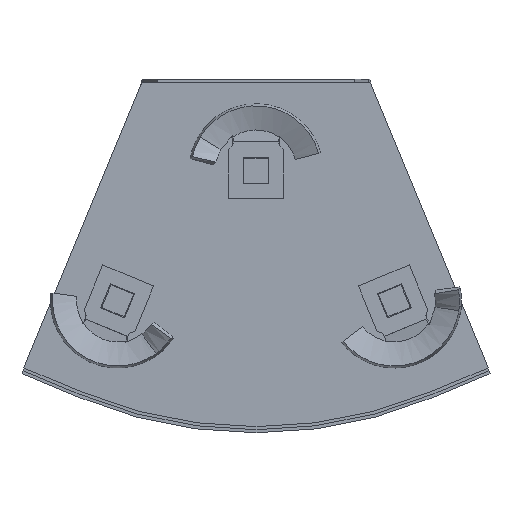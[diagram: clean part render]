
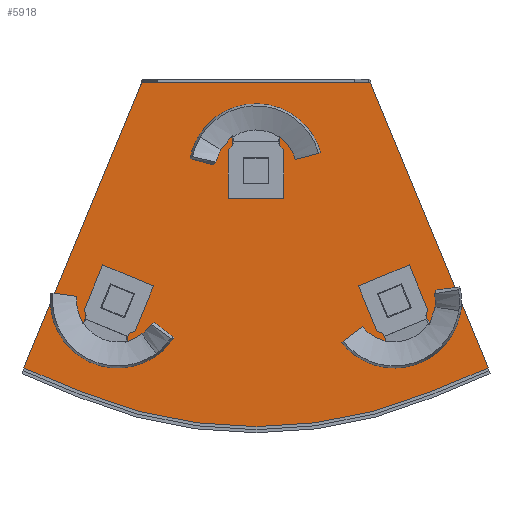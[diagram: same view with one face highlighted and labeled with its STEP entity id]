
A CAD part, front view. The second image highlights one B-rep face of the part: STEP entity #5918.
In plain terms, the highlighted planar face has unit normal (0, -1, 0).
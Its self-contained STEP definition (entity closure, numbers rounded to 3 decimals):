
#72 = CARTESIAN_POINT ( 'NONE',  ( 0., -1., -33.05 ) ) ;
#168 = EDGE_CURVE ( 'NONE', #4287, #4221, #1347, .T. ) ;
#183 = FACE_BOUND ( 'NONE', #2903, .T. ) ;
#268 = ORIENTED_EDGE ( 'NONE', *, *, #1467, .F. ) ;
#284 = CARTESIAN_POINT ( 'NONE',  ( 37.333, -1., -12.482 ) ) ;
#321 = FACE_BOUND ( 'NONE', #2972, .T. ) ;
#357 = EDGE_CURVE ( 'NONE', #5915, #2238, #2693, .T. ) ;
#375 = CARTESIAN_POINT ( 'NONE',  ( -37.56, -1., -12.986 ) ) ;
#397 = CARTESIAN_POINT ( 'NONE',  ( -37.399, -1., -12.655 ) ) ;
#483 = CARTESIAN_POINT ( 'NONE',  ( 75.956, -1., -105.722 ) ) ;
#492 = CARTESIAN_POINT ( 'NONE',  ( 75.956, -1., -105.722 ) ) ;
#575 = DIRECTION ( 'NONE',  ( 0.382, 0., -0.924 ) ) ;
#673 = EDGE_CURVE ( 'NONE', #937, #4834, #3421, .T. ) ;
#680 = CARTESIAN_POINT ( 'NONE',  ( 37.75, -1., -13.304 ) ) ;
#773 = CARTESIAN_POINT ( 'NONE',  ( 37.279, -1., -12.304 ) ) ;
#775 = ORIENTED_EDGE ( 'NONE', *, *, #2694, .T. ) ;
#908 = CARTESIAN_POINT ( 'NONE',  ( 0., -1., -12.304 ) ) ;
#914 = ORIENTED_EDGE ( 'NONE', *, *, #2388, .T. ) ;
#937 = VERTEX_POINT ( 'NONE', #3666 ) ;
#962 = AXIS2_PLACEMENT_3D ( 'NONE', #1180, #4482, #2997 ) ;
#984 = CARTESIAN_POINT ( 'NONE',  ( -37.75, -1., -13.304 ) ) ;
#990 = CIRCLE ( 'NONE', #3420, 8.25 ) ;
#1046 = DIRECTION ( 'NONE',  ( 0., 0., 1. ) ) ;
#1079 = CARTESIAN_POINT ( 'NONE',  ( -45.248, -1., -83.79 ) ) ;
#1137 = DIRECTION ( 'NONE',  ( 0., 1., 0. ) ) ;
#1165 = DIRECTION ( 'NONE',  ( 0., 1., 0. ) ) ;
#1180 = CARTESIAN_POINT ( 'NONE',  ( 0., -1., -41.3 ) ) ;
#1252 = CARTESIAN_POINT ( 'NONE',  ( 0., -1., 23.567 ) ) ;
#1295 = CARTESIAN_POINT ( 'NONE',  ( -37.333, -1., -12.482 ) ) ;
#1347 = CIRCLE ( 'NONE', #3412, 8.25 ) ;
#1467 = EDGE_CURVE ( 'NONE', #1829, #2664, #3639, .T. ) ;
#1631 = DIRECTION ( 'NONE',  ( 0., 1., 0. ) ) ;
#1655 = CARTESIAN_POINT ( 'NONE',  ( -45.248, -1., -92.04 ) ) ;
#1695 = ORIENTED_EDGE ( 'NONE', *, *, #2265, .T. ) ;
#1720 = CARTESIAN_POINT ( 'NONE',  ( 37.279, -1., -12.304 ) ) ;
#1729 = VECTOR ( 'NONE', #1803, 1000. ) ;
#1803 = DIRECTION ( 'NONE',  ( -0.924, 0., 0.382 ) ) ;
#1829 = VERTEX_POINT ( 'NONE', #2317 ) ;
#1832 = B_SPLINE_CURVE_WITH_KNOTS ( 'NONE', 3,
 ( #5528, #1295, #397, #375, #5010, #6014 ),
 .UNSPECIFIED., .F., .F.,
 ( 4, 2, 4 ),
 ( 0., 0.001, 0.001 ),
 .UNSPECIFIED. ) ;
#1860 = CARTESIAN_POINT ( 'NONE',  ( 0., -1., -49.55 ) ) ;
#1874 = EDGE_CURVE ( 'NONE', #3184, #5915, #4952, .T. ) ;
#1885 = ORIENTED_EDGE ( 'NONE', *, *, #1874, .F. ) ;
#1983 = CARTESIAN_POINT ( 'NONE',  ( 45.248, -1., -83.79 ) ) ;
#2054 = CARTESIAN_POINT ( 'NONE',  ( -45.248, -1., -75.54 ) ) ;
#2093 = CARTESIAN_POINT ( 'NONE',  ( -56.734, -1., -113.668 ) ) ;
#2162 = VECTOR ( 'NONE', #4646, 1000. ) ;
#2177 = ORIENTED_EDGE ( 'NONE', *, *, #168, .T. ) ;
#2238 = VERTEX_POINT ( 'NONE', #2093 ) ;
#2265 = EDGE_CURVE ( 'NONE', #4221, #4287, #5903, .T. ) ;
#2268 = CARTESIAN_POINT ( 'NONE',  ( -37.279, -1., -12.304 ) ) ;
#2302 = DIRECTION ( 'NONE',  ( 1., 0., 0. ) ) ;
#2317 = CARTESIAN_POINT ( 'NONE',  ( -75.956, -1., -105.722 ) ) ;
#2337 = CARTESIAN_POINT ( 'NONE',  ( 0., -1., 23.567 ) ) ;
#2388 = EDGE_CURVE ( 'NONE', #2797, #2403, #2900, .T. ) ;
#2403 = VERTEX_POINT ( 'NONE', #1720 ) ;
#2433 = FACE_OUTER_BOUND ( 'NONE', #5452, .T. ) ;
#2436 = DIRECTION ( 'NONE',  ( 0., 0., 1. ) ) ;
#2467 = ORIENTED_EDGE ( 'NONE', *, *, #3647, .T. ) ;
#2540 = ORIENTED_EDGE ( 'NONE', *, *, #673, .T. ) ;
#2557 = CARTESIAN_POINT ( 'NONE',  ( 32.25, -1., 0. ) ) ;
#2577 = CARTESIAN_POINT ( 'NONE',  ( 37.399, -1., -12.655 ) ) ;
#2664 = VERTEX_POINT ( 'NONE', #984 ) ;
#2693 = CIRCLE ( 'NONE', #2891, 148.5 ) ;
#2694 = EDGE_CURVE ( 'NONE', #5479, #5863, #4000, .T. ) ;
#2797 = VERTEX_POINT ( 'NONE', #680 ) ;
#2891 = AXIS2_PLACEMENT_3D ( 'NONE', #1252, #5468, #5939 ) ;
#2900 = B_SPLINE_CURVE_WITH_KNOTS ( 'NONE', 3,
 ( #5416, #5884, #5865, #2577, #284, #773 ),
 .UNSPECIFIED., .F., .F.,
 ( 4, 2, 4 ),
 ( 0., 0.001, 0.001 ),
 .UNSPECIFIED. ) ;
#2903 = EDGE_LOOP ( 'NONE', ( #2467, #2540 ) ) ;
#2963 = ORIENTED_EDGE ( 'NONE', *, *, #4658, .F. ) ;
#2972 = EDGE_LOOP ( 'NONE', ( #775, #4280 ) ) ;
#2997 = DIRECTION ( 'NONE',  ( 0., 0., 1. ) ) ;
#3019 = CARTESIAN_POINT ( 'NONE',  ( 0., -1., -41.3 ) ) ;
#3109 = DIRECTION ( 'NONE',  ( 0., 1., 0. ) ) ;
#3163 = VECTOR ( 'NONE', #575, 1000. ) ;
#3184 = VERTEX_POINT ( 'NONE', #483 ) ;
#3241 = LINE ( 'NONE', #908, #3467 ) ;
#3412 = AXIS2_PLACEMENT_3D ( 'NONE', #1079, #1137, #4797 ) ;
#3420 = AXIS2_PLACEMENT_3D ( 'NONE', #3019, #1165, #1046 ) ;
#3421 = CIRCLE ( 'NONE', #5105, 8.25 ) ;
#3467 = VECTOR ( 'NONE', #2302, 1000. ) ;
#3494 = DIRECTION ( 'NONE',  ( 0.382, 0., 0.924 ) ) ;
#3639 = LINE ( 'NONE', #5424, #4311 ) ;
#3647 = EDGE_CURVE ( 'NONE', #4834, #937, #4802, .T. ) ;
#3666 = CARTESIAN_POINT ( 'NONE',  ( 45.248, -1., -92.04 ) ) ;
#3720 = CARTESIAN_POINT ( 'NONE',  ( 56.734, -1., -113.668 ) ) ;
#3951 = ORIENTED_EDGE ( 'NONE', *, *, #4519, .T. ) ;
#4000 = CIRCLE ( 'NONE', #962, 8.25 ) ;
#4025 = ORIENTED_EDGE ( 'NONE', *, *, #5209, .F. ) ;
#4104 = AXIS2_PLACEMENT_3D ( 'NONE', #2337, #4243, #4711 ) ;
#4194 = CARTESIAN_POINT ( 'NONE',  ( 45.248, -1., -75.54 ) ) ;
#4221 = VERTEX_POINT ( 'NONE', #2054 ) ;
#4243 = DIRECTION ( 'NONE',  ( 0., 1., 0. ) ) ;
#4280 = ORIENTED_EDGE ( 'NONE', *, *, #5174, .T. ) ;
#4287 = VERTEX_POINT ( 'NONE', #1655 ) ;
#4298 = DIRECTION ( 'NONE',  ( 0., 1., 0. ) ) ;
#4311 = VECTOR ( 'NONE', #3494, 1000. ) ;
#4322 = ORIENTED_EDGE ( 'NONE', *, *, #4831, .F. ) ;
#4482 = DIRECTION ( 'NONE',  ( 0., 1., 0. ) ) ;
#4485 = CARTESIAN_POINT ( 'NONE',  ( -45.248, -1., -83.79 ) ) ;
#4508 = LINE ( 'NONE', #2557, #3163 ) ;
#4519 = EDGE_CURVE ( 'NONE', #5412, #2664, #1832, .T. ) ;
#4646 = DIRECTION ( 'NONE',  ( -0.924, 0., -0.382 ) ) ;
#4658 = EDGE_CURVE ( 'NONE', #5412, #2403, #3241, .T. ) ;
#4711 = DIRECTION ( 'NONE',  ( 0., 0., 1. ) ) ;
#4797 = DIRECTION ( 'NONE',  ( 0., 0., 1. ) ) ;
#4802 = CIRCLE ( 'NONE', #5227, 8.25 ) ;
#4831 = EDGE_CURVE ( 'NONE', #2238, #1829, #5960, .T. ) ;
#4834 = VERTEX_POINT ( 'NONE', #4194 ) ;
#4852 = CARTESIAN_POINT ( 'NONE',  ( 45.248, -1., -83.79 ) ) ;
#4864 = EDGE_LOOP ( 'NONE', ( #1695, #2177 ) ) ;
#4952 = LINE ( 'NONE', #492, #2162 ) ;
#4964 = CARTESIAN_POINT ( 'NONE',  ( -56.734, -1., -113.668 ) ) ;
#4999 = FACE_BOUND ( 'NONE', #4864, .T. ) ;
#5010 = CARTESIAN_POINT ( 'NONE',  ( -37.655, -1., -13.145 ) ) ;
#5065 = AXIS2_PLACEMENT_3D ( 'NONE', #4485, #3109, #5458 ) ;
#5105 = AXIS2_PLACEMENT_3D ( 'NONE', #1983, #4298, #2436 ) ;
#5174 = EDGE_CURVE ( 'NONE', #5863, #5479, #990, .T. ) ;
#5209 = EDGE_CURVE ( 'NONE', #2797, #3184, #4508, .T. ) ;
#5227 = AXIS2_PLACEMENT_3D ( 'NONE', #4852, #1631, #5279 ) ;
#5279 = DIRECTION ( 'NONE',  ( 0., 0., 1. ) ) ;
#5412 = VERTEX_POINT ( 'NONE', #2268 ) ;
#5416 = CARTESIAN_POINT ( 'NONE',  ( 37.75, -1., -13.304 ) ) ;
#5424 = CARTESIAN_POINT ( 'NONE',  ( -75.956, -1., -105.722 ) ) ;
#5452 = EDGE_LOOP ( 'NONE', ( #914, #2963, #3951, #268, #4322, #5668, #1885, #4025 ) ) ;
#5458 = DIRECTION ( 'NONE',  ( 0., 0., 1. ) ) ;
#5468 = DIRECTION ( 'NONE',  ( 0., 1., 0. ) ) ;
#5479 = VERTEX_POINT ( 'NONE', #72 ) ;
#5528 = CARTESIAN_POINT ( 'NONE',  ( -37.279, -1., -12.304 ) ) ;
#5568 = PLANE ( 'NONE',  #4104 ) ;
#5668 = ORIENTED_EDGE ( 'NONE', *, *, #357, .F. ) ;
#5863 = VERTEX_POINT ( 'NONE', #1860 ) ;
#5865 = CARTESIAN_POINT ( 'NONE',  ( 37.56, -1., -12.986 ) ) ;
#5884 = CARTESIAN_POINT ( 'NONE',  ( 37.655, -1., -13.145 ) ) ;
#5903 = CIRCLE ( 'NONE', #5065, 8.25 ) ;
#5915 = VERTEX_POINT ( 'NONE', #3720 ) ;
#5918 = ADVANCED_FACE ( 'NONE', ( #2433, #4999, #183, #321 ), #5568, .F. ) ;
#5939 = DIRECTION ( 'NONE',  ( 0., 0., 1. ) ) ;
#5960 = LINE ( 'NONE', #4964, #1729 ) ;
#6014 = CARTESIAN_POINT ( 'NONE',  ( -37.75, -1., -13.304 ) ) ;
